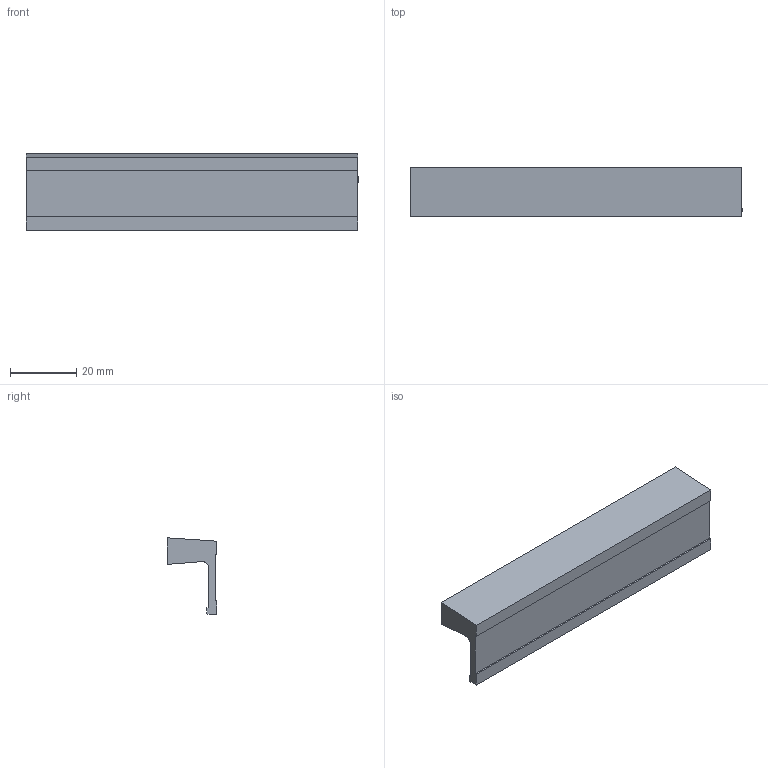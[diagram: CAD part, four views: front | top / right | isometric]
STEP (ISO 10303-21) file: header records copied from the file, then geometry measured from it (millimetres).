
FILE_DESCRIPTION((''),'2;1');
FILE_NAME('','2005-10-12T14:09:10',(''),(''),'','CADfix','');
FILE_SCHEMA(('AUTOMOTIVE_DESIGN'));
Length unit declared in the file: millimetre
Products named in the file (1): pull
Bounding box: 100 x 15 x 23 mm (x, y, z)
Volume: 13732 mm3; surface area: 8152.8 mm2
Topology: 1 solids, 1 shells, 22 faces, 62 edges, 44 vertices
Faces by surface type: bspline 22
Entity records: 704 total; most frequent: CARTESIAN_POINT 321, ORIENTED_EDGE 124, EDGE_CURVE 62, VERTEX_POINT 44, QUASI_UNIFORM_CURVE 44, EDGE_LOOP 24, FACE_OUTER_BOUND 22, ADVANCED_FACE 22
